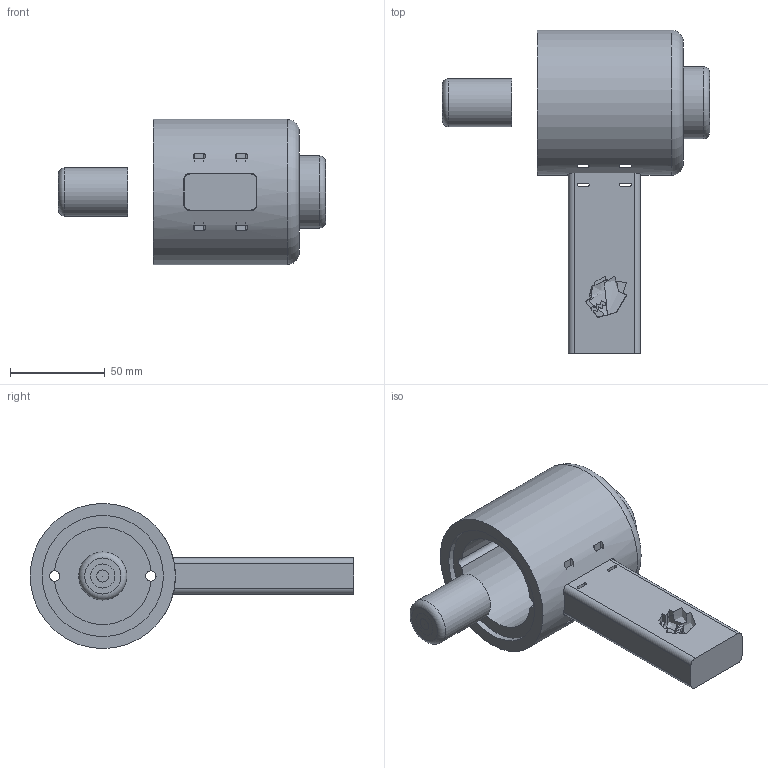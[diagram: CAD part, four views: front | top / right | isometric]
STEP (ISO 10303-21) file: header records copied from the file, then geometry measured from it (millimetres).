
FILE_DESCRIPTION(/* description */ ('STEP AP242','CAx-IF Rec.Pracs.---Representation and Presentation of Product Manufacturing Information (PMI)---4.0---2014-10-13','CAx-IF Rec.Pracs.---3D Tessellated Geometry---0.4---2014-09-14','2;1'),/* implementation_level */ '2;1');
FILE_NAME(/* name */ 'Part Studio 1',/* time_stamp */ '2024-07-01T22:50:51Z',/* author */ (''),/* organization */ (''),/* preprocessor_version */ 'ST-DEVELOPER v20',/* originating_system */ ' ',/* authorisation */ ' ');
FILE_SCHEMA (('AP242_MANAGED_MODEL_BASED_3D_ENGINEERING_MIM_LF { 1 0 10303 442 1 1 4 }'));
Length unit declared in the file: metre
Products named in the file (7): Hammer Handle; 1.5 flat; .5 round end; 1 flat end; .75 flat end; .5 flat end; Main Hammer Holder
Bounding box: 141.05 x 170.94 x 76.71 mm (x, y, z)
Volume: 243440.7 mm3; surface area: 73044.6 mm2
Topology: 7 solids, 8 shells, 142 faces, 390 edges, 273 vertices
Faces by surface type: plane 88, cylinder 45, torus 5, other 3, sphere 1
Full cylindrical faces by diameter (mm): 5.486 x2, 8.3 x4, 8.5 x1, 12.7 x2, 19.05 x1, 22.86 x1, 25.4 x1, 38.1 x1, 64.008 x1, 76.708 x1
Entity records: 4853 total; most frequent: CARTESIAN_POINT 1152, DIRECTION 661, ORIENTED_EDGE 659, EDGE_CURVE 365, VERTEX_POINT 269, AXIS2_PLACEMENT_3D 233, LINE 195, VECTOR 195
